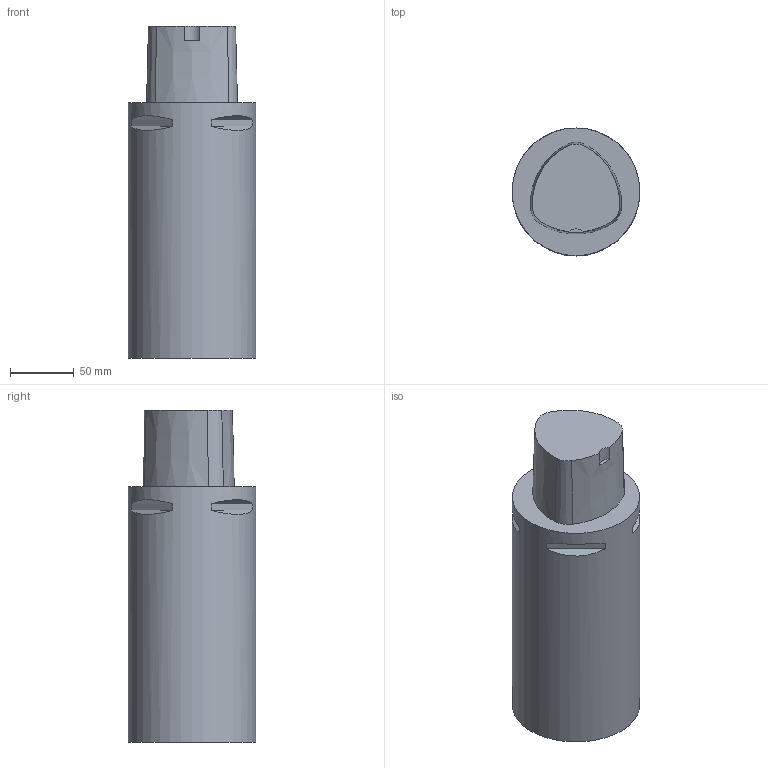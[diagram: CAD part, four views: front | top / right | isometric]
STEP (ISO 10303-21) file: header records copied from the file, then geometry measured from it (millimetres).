
FILE_DESCRIPTION(/* description */ (''),/* implementation_level */ '2;1');
FILE_NAME(/* name */ '1528201107615.stp',/* time_stamp */ '2018-06-05T14:18:35+02:00',/* author */ (''),/* organization */ ('SMS'),/* preprocessor_version */ 'ST-DEVELOPER v15',/* originating_system */ 'SIEMENS PLM Software NX 8.5',/* authorisation */ '');
FILE_SCHEMA (('AUTOMOTIVE_DESIGN { 1 0 10303 214 3 1 1 1 }'));
Length unit declared in the file: millimetre
Products named in the file (1): 201676112mod000_00
Bounding box: 100 x 100 x 260 mm (x, y, z)
Volume: 1791315 mm3; surface area: 92228.7 mm2
Topology: 1 solids, 1 shells, 24 faces, 51 edges, 37 vertices
Faces by surface type: plane 16, cone 6, cylinder 2
Full cylindrical faces by diameter (mm): 100 x1
Entity records: 727 total; most frequent: DIRECTION 130, CARTESIAN_POINT 121, ORIENTED_EDGE 100, AXIS2_PLACEMENT_3D 54, EDGE_CURVE 50, VERTEX_POINT 34, EDGE_LOOP 30, ADVANCED_FACE 24
